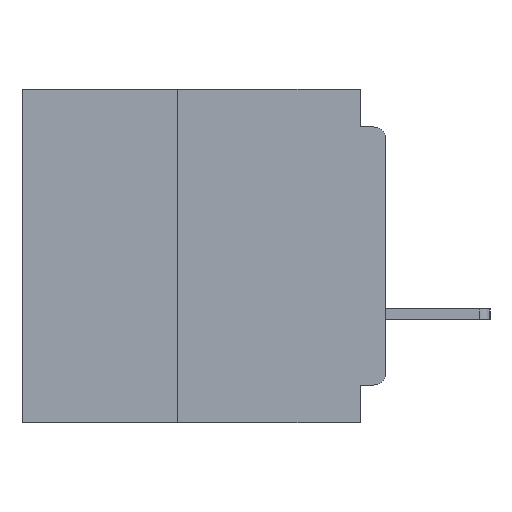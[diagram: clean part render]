
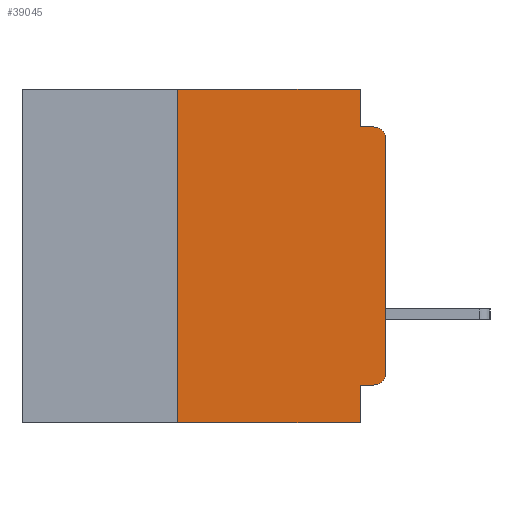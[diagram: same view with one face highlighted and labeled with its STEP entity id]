
A CAD part, left-side view. The second image highlights one B-rep face of the part: STEP entity #39045.
In plain terms, the highlighted planar face has unit normal (-1, 0, 0).
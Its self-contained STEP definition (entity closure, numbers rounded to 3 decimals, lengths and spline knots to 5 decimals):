
#226 = ORIENTED_EDGE ( 'NONE', *, *, #61375, .F. ) ;
#1619 = DIRECTION ( 'NONE',  ( 0., -1., 0. ) ) ;
#1746 = EDGE_CURVE ( 'NONE', #7043, #62099, #32675, .T. ) ;
#2429 = EDGE_CURVE ( 'NONE', #3381, #62099, #61810, .T. ) ;
#2941 = CARTESIAN_POINT ( 'NONE',  ( 0., 0.031, -0.355 ) ) ;
#3381 = VERTEX_POINT ( 'NONE', #35029 ) ;
#3620 = CARTESIAN_POINT ( 'NONE',  ( 0., 0., -0.045 ) ) ;
#5565 = CARTESIAN_POINT ( 'NONE',  ( 0., 0.437, -0.4 ) ) ;
#7043 = VERTEX_POINT ( 'NONE', #62777 ) ;
#7120 = DIRECTION ( 'NONE',  ( 0., -1., 0. ) ) ;
#10365 = EDGE_CURVE ( 'NONE', #49105, #7043, #29487, .T. ) ;
#11192 = CARTESIAN_POINT ( 'NONE',  ( 0., 0.031, 0. ) ) ;
#11913 = VECTOR ( 'NONE', #36994, 39.37008 ) ;
#12935 = CARTESIAN_POINT ( 'NONE',  ( 0., 0.015, -0.355 ) ) ;
#13254 = CIRCLE ( 'NONE', #66938, 0.015 ) ;
#13261 = EDGE_CURVE ( 'NONE', #50938, #43422, #46919, .T. ) ;
#13706 = DIRECTION ( 'NONE',  ( 0., 0., 1. ) ) ;
#14776 = EDGE_CURVE ( 'NONE', #50938, #45049, #37961, .T. ) ;
#16682 = VECTOR ( 'NONE', #61214, 39.37008 ) ;
#16749 = PLANE ( 'NONE',  #16848 ) ;
#16848 = AXIS2_PLACEMENT_3D ( 'NONE', #53000, #58166, #27319 ) ;
#19925 = CARTESIAN_POINT ( 'NONE',  ( 0., 0.031, -0.4 ) ) ;
#20586 = EDGE_CURVE ( 'NONE', #44777, #3381, #57987, .T. ) ;
#22951 = CARTESIAN_POINT ( 'NONE',  ( 0., 0.437, 0. ) ) ;
#24716 = ORIENTED_EDGE ( 'NONE', *, *, #14776, .T. ) ;
#25917 = LINE ( 'NONE', #41969, #11913 ) ;
#26015 = AXIS2_PLACEMENT_3D ( 'NONE', #54096, #54033, #53957 ) ;
#26957 = CARTESIAN_POINT ( 'NONE',  ( 0., 0.015, -0.045 ) ) ;
#27319 = DIRECTION ( 'NONE',  ( 0., 0., -1. ) ) ;
#27997 = ORIENTED_EDGE ( 'NONE', *, *, #13261, .F. ) ;
#28556 = DIRECTION ( 'NONE',  ( -1., 0., 0. ) ) ;
#29487 = LINE ( 'NONE', #36460, #58445 ) ;
#29985 = EDGE_CURVE ( 'NONE', #61044, #54970, #25917, .T. ) ;
#31035 = DIRECTION ( 'NONE',  ( 0., 0., 1. ) ) ;
#32675 = CIRCLE ( 'NONE', #26015, 0.015 ) ;
#32792 = ORIENTED_EDGE ( 'NONE', *, *, #58489, .F. ) ;
#35029 = CARTESIAN_POINT ( 'NONE',  ( 0., 0.031, -0.045 ) ) ;
#35925 = EDGE_CURVE ( 'NONE', #61044, #49105, #13254, .T. ) ;
#36460 = CARTESIAN_POINT ( 'NONE',  ( 0., 0., 0. ) ) ;
#36994 = DIRECTION ( 'NONE',  ( 0., 1., 0. ) ) ;
#37961 = LINE ( 'NONE', #5565, #48415 ) ;
#39045 = ADVANCED_FACE ( 'NONE', ( #45694 ), #16749, .F. ) ;
#41969 = CARTESIAN_POINT ( 'NONE',  ( 0., 0., -0.355 ) ) ;
#43422 = VERTEX_POINT ( 'NONE', #57613 ) ;
#43560 = ORIENTED_EDGE ( 'NONE', *, *, #2429, .F. ) ;
#44777 = VERTEX_POINT ( 'NONE', #11192 ) ;
#44903 = CARTESIAN_POINT ( 'NONE',  ( 0., 0.25, -0.4 ) ) ;
#45049 = VERTEX_POINT ( 'NONE', #19925 ) ;
#45694 = FACE_OUTER_BOUND ( 'NONE', #56318, .T. ) ;
#46779 = CARTESIAN_POINT ( 'NONE',  ( 0., 0.031, -0.4 ) ) ;
#46919 = LINE ( 'NONE', #44903, #60558 ) ;
#47191 = DIRECTION ( 'NONE',  ( 0., -1., 0. ) ) ;
#47854 = ORIENTED_EDGE ( 'NONE', *, *, #20586, .F. ) ;
#48119 = VECTOR ( 'NONE', #1619, 39.37008 ) ;
#48415 = VECTOR ( 'NONE', #47191, 39.37008 ) ;
#49105 = VERTEX_POINT ( 'NONE', #64265 ) ;
#50938 = VERTEX_POINT ( 'NONE', #55970 ) ;
#53000 = CARTESIAN_POINT ( 'NONE',  ( 0., 0.437, 0. ) ) ;
#53957 = DIRECTION ( 'NONE',  ( 0., 0., -1. ) ) ;
#54033 = DIRECTION ( 'NONE',  ( -1., 0., 0. ) ) ;
#54096 = CARTESIAN_POINT ( 'NONE',  ( 0., 0.015, -0.06 ) ) ;
#54970 = VERTEX_POINT ( 'NONE', #2941 ) ;
#55970 = CARTESIAN_POINT ( 'NONE',  ( 0., 0.25, -0.4 ) ) ;
#56318 = EDGE_LOOP ( 'NONE', ( #56835, #59537, #43560, #47854, #32792, #27997, #24716, #226, #62667, #62136 ) ) ;
#56347 = LINE ( 'NONE', #22951, #66745 ) ;
#56835 = ORIENTED_EDGE ( 'NONE', *, *, #10365, .T. ) ;
#57105 = DIRECTION ( 'NONE',  ( 0., 0., -1. ) ) ;
#57613 = CARTESIAN_POINT ( 'NONE',  ( 0., 0.25, 0. ) ) ;
#57987 = LINE ( 'NONE', #66346, #16682 ) ;
#58166 = DIRECTION ( 'NONE',  ( 1., 0., 0. ) ) ;
#58445 = VECTOR ( 'NONE', #31035, 39.37008 ) ;
#58489 = EDGE_CURVE ( 'NONE', #43422, #44777, #56347, .T. ) ;
#59375 = CARTESIAN_POINT ( 'NONE',  ( 0., 0.015, -0.34 ) ) ;
#59537 = ORIENTED_EDGE ( 'NONE', *, *, #1746, .T. ) ;
#60558 = VECTOR ( 'NONE', #13706, 39.37008 ) ;
#61044 = VERTEX_POINT ( 'NONE', #12935 ) ;
#61214 = DIRECTION ( 'NONE',  ( 0., 0., -1. ) ) ;
#61375 = EDGE_CURVE ( 'NONE', #54970, #45049, #64820, .T. ) ;
#61810 = LINE ( 'NONE', #3620, #48119 ) ;
#62099 = VERTEX_POINT ( 'NONE', #26957 ) ;
#62136 = ORIENTED_EDGE ( 'NONE', *, *, #35925, .T. ) ;
#62667 = ORIENTED_EDGE ( 'NONE', *, *, #29985, .F. ) ;
#62777 = CARTESIAN_POINT ( 'NONE',  ( 0., 0., -0.06 ) ) ;
#63219 = VECTOR ( 'NONE', #57105, 39.37008 ) ;
#64265 = CARTESIAN_POINT ( 'NONE',  ( 0., 0., -0.34 ) ) ;
#64541 = DIRECTION ( 'NONE',  ( 0., 0., -1. ) ) ;
#64820 = LINE ( 'NONE', #46779, #63219 ) ;
#66346 = CARTESIAN_POINT ( 'NONE',  ( 0., 0.031, 0. ) ) ;
#66745 = VECTOR ( 'NONE', #7120, 39.37008 ) ;
#66938 = AXIS2_PLACEMENT_3D ( 'NONE', #59375, #28556, #64541 ) ;
